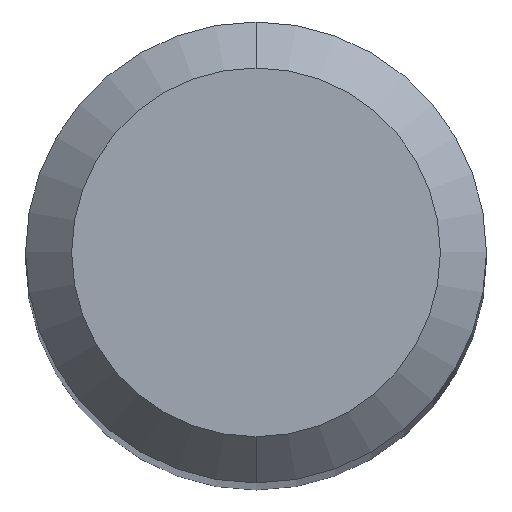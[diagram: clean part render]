
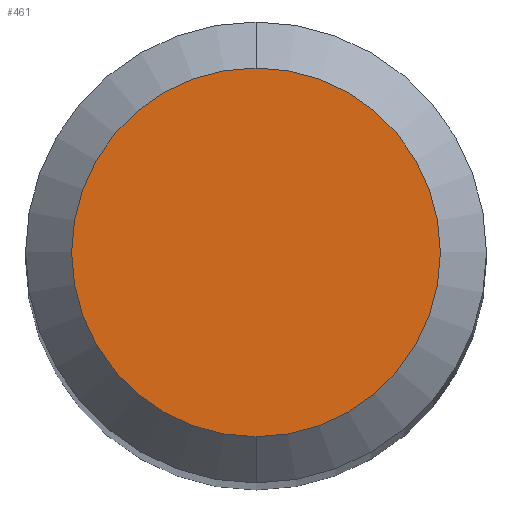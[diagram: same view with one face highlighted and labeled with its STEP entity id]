
A CAD part, top view. The second image highlights one B-rep face of the part: STEP entity #461.
In plain terms, the highlighted planar face has unit normal (0, 0, 1).
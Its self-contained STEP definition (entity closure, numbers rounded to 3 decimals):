
#233=EDGE_CURVE('',#251,#355,#546,.T.);
#251=VERTEX_POINT('',#566);
#355=VERTEX_POINT('',#681);
#397=EDGE_CURVE('',#355,#251,#726,.T.);
#461=ADVANCED_FACE('',(#797),#798,.T.);
#546=CIRCLE('',#951,1.2);
#566=CARTESIAN_POINT('',(0.,-1.2,0.0));
#681=CARTESIAN_POINT('',(0.0,1.2,0.0));
#726=CIRCLE('',#1300,1.2);
#797=FACE_OUTER_BOUND('',#1440,.T.);
#798=PLANE('',#1441);
#951=AXIS2_PLACEMENT_3D('',#1518,#1519,#1520);
#1300=AXIS2_PLACEMENT_3D('',#1719,#1720,#1721);
#1440=EDGE_LOOP('',(#1800,#1801));
#1441=AXIS2_PLACEMENT_3D('',#1802,#1803,#1804);
#1518=CARTESIAN_POINT('',(0.0,0.0,0.0));
#1519=DIRECTION('',(0.0,0.0,-1.0));
#1520=DIRECTION('',(0.0,1.0,0.0));
#1719=CARTESIAN_POINT('',(0.0,0.0,0.0));
#1720=DIRECTION('',(0.0,0.0,-1.0));
#1721=DIRECTION('',(0.0,1.0,0.0));
#1800=ORIENTED_EDGE('',*,*,#397,.F.);
#1801=ORIENTED_EDGE('',*,*,#233,.F.);
#1802=CARTESIAN_POINT('',(0.0,0.6,0.0));
#1803=DIRECTION('',(-0.0,0.0,1.0));
#1804=DIRECTION('',(0.0,-1.0,0.0));
